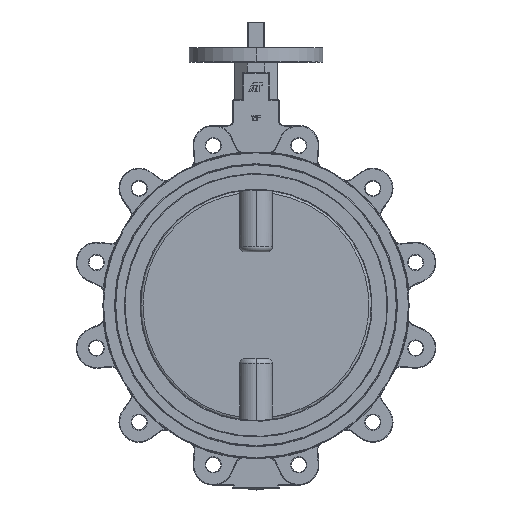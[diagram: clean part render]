
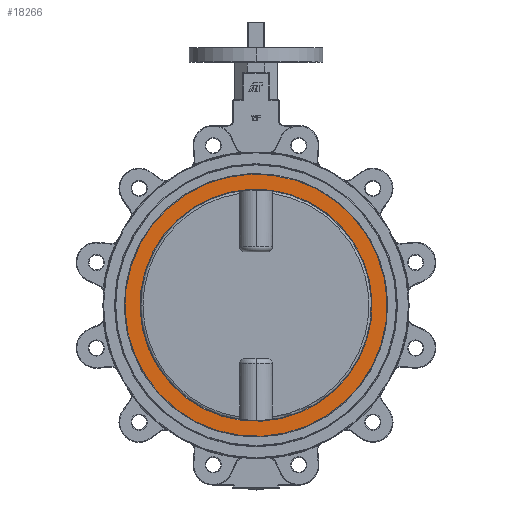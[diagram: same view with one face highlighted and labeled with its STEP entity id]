
A CAD part, top view. The second image highlights one B-rep face of the part: STEP entity #18266.
In plain terms, the highlighted planar face has unit normal (0, 0, 1).
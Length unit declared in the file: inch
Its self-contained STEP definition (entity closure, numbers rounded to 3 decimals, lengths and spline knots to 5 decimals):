
#1117 = DIRECTION ( 'NONE',  ( 1., 0., 0. ) ) ;
#1781 = EDGE_CURVE ( 'NONE', #13310, #12937, #10658, .T. ) ;
#2447 = PLANE ( 'NONE',  #20550 ) ;
#3797 = DIRECTION ( 'NONE',  ( 0., 0., -1. ) ) ;
#3862 = ORIENTED_EDGE ( 'NONE', *, *, #1781, .T. ) ;
#4240 = FACE_BOUND ( 'NONE', #20801, .T. ) ;
#5259 = CARTESIAN_POINT ( 'NONE',  ( 0., 0., 1.61 ) ) ;
#5373 = DIRECTION ( 'NONE',  ( 0., 0., 1. ) ) ;
#5520 = VERTEX_POINT ( 'NONE', #15505 ) ;
#5902 = FACE_OUTER_BOUND ( 'NONE', #11249, .T. ) ;
#7595 = AXIS2_PLACEMENT_3D ( 'NONE', #5259, #5373, #8871 ) ;
#8871 = DIRECTION ( 'NONE',  ( 1., 0., 0. ) ) ;
#9987 = CIRCLE ( 'NONE', #17620, 5.96875 ) ;
#10576 = EDGE_CURVE ( 'NONE', #5520, #20098, #19684, .T. ) ;
#10658 = CIRCLE ( 'NONE', #7595, 6.74175 ) ;
#11249 = EDGE_LOOP ( 'NONE', ( #3862, #21364 ) ) ;
#11272 = CIRCLE ( 'NONE', #15070, 6.74175 ) ;
#11332 = CARTESIAN_POINT ( 'NONE',  ( 0., 0., 1.61 ) ) ;
#11789 = DIRECTION ( 'NONE',  ( 0., 0., 1. ) ) ;
#11992 = ORIENTED_EDGE ( 'NONE', *, *, #10576, .T. ) ;
#12937 = VERTEX_POINT ( 'NONE', #19233 ) ;
#13310 = VERTEX_POINT ( 'NONE', #21676 ) ;
#13338 = DIRECTION ( 'NONE',  ( 1., 0., 0. ) ) ;
#13675 = DIRECTION ( 'NONE',  ( 0., 0., 1. ) ) ;
#14082 = CARTESIAN_POINT ( 'NONE',  ( 0., 0., 1.61 ) ) ;
#14245 = EDGE_CURVE ( 'NONE', #20098, #5520, #9987, .T. ) ;
#15070 = AXIS2_PLACEMENT_3D ( 'NONE', #21047, #13675, #1117 ) ;
#15479 = AXIS2_PLACEMENT_3D ( 'NONE', #11332, #3797, #20276 ) ;
#15505 = CARTESIAN_POINT ( 'NONE',  ( -5.96875, 0., 1.61 ) ) ;
#15637 = EDGE_CURVE ( 'NONE', #12937, #13310, #11272, .T. ) ;
#16459 = CARTESIAN_POINT ( 'NONE',  ( 5.96875, 0., 1.61 ) ) ;
#17154 = CARTESIAN_POINT ( 'NONE',  ( 0., 0., 1.61 ) ) ;
#17620 = AXIS2_PLACEMENT_3D ( 'NONE', #14082, #21571, #21457 ) ;
#17751 = ORIENTED_EDGE ( 'NONE', *, *, #14245, .T. ) ;
#18266 = ADVANCED_FACE ( 'NONE', ( #5902, #4240 ), #2447, .T. ) ;
#19233 = CARTESIAN_POINT ( 'NONE',  ( -6.74175, 0., 1.61 ) ) ;
#19684 = CIRCLE ( 'NONE', #15479, 5.96875 ) ;
#20098 = VERTEX_POINT ( 'NONE', #16459 ) ;
#20276 = DIRECTION ( 'NONE',  ( 1., 0., 0. ) ) ;
#20550 = AXIS2_PLACEMENT_3D ( 'NONE', #17154, #11789, #13338 ) ;
#20801 = EDGE_LOOP ( 'NONE', ( #17751, #11992 ) ) ;
#21047 = CARTESIAN_POINT ( 'NONE',  ( 0., 0., 1.61 ) ) ;
#21364 = ORIENTED_EDGE ( 'NONE', *, *, #15637, .T. ) ;
#21457 = DIRECTION ( 'NONE',  ( 1., 0., 0. ) ) ;
#21571 = DIRECTION ( 'NONE',  ( 0., 0., -1. ) ) ;
#21676 = CARTESIAN_POINT ( 'NONE',  ( 6.74175, 0., 1.61 ) ) ;
